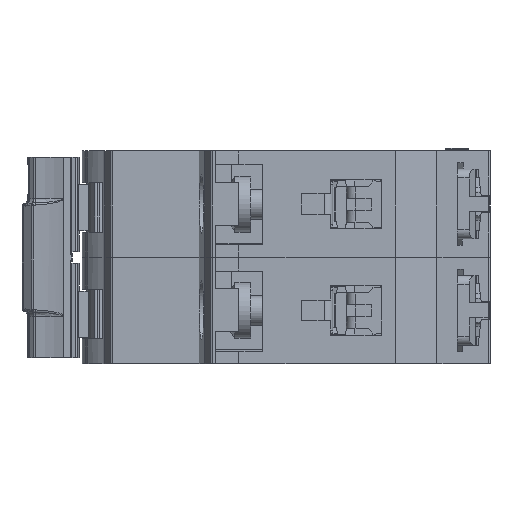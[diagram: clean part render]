
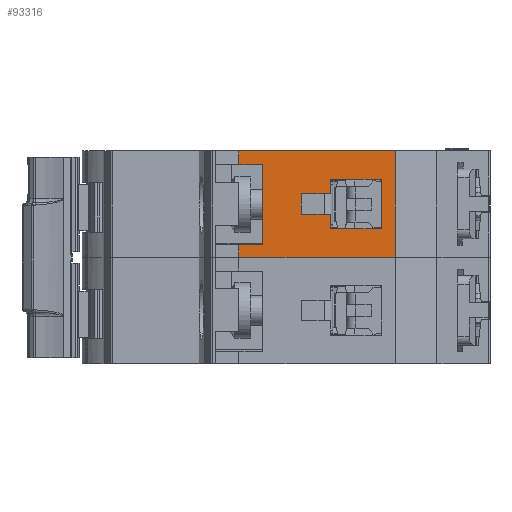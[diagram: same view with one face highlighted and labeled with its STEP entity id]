
A CAD part, front view. The second image highlights one B-rep face of the part: STEP entity #93316.
In plain terms, the highlighted planar face has unit normal (0, -1, 0).
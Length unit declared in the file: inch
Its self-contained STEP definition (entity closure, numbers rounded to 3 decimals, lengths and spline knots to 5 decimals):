
#260 = DIRECTION ( 'NONE',  ( 0., -1., 0. ) ) ;
#393 = VERTEX_POINT ( 'NONE', #76043 ) ;
#1755 = ORIENTED_EDGE ( 'NONE', *, *, #66034, .T. ) ;
#3314 = ORIENTED_EDGE ( 'NONE', *, *, #9805, .T. ) ;
#3435 = ORIENTED_EDGE ( 'NONE', *, *, #89709, .F. ) ;
#4187 = DIRECTION ( 'NONE',  ( 1., 0., 0. ) ) ;
#4422 = CARTESIAN_POINT ( 'NONE',  ( 1.31834, -1.59449, 1.05315 ) ) ;
#5474 = EDGE_CURVE ( 'NONE', #25227, #8904, #73609, .T. ) ;
#5561 = CARTESIAN_POINT ( 'NONE',  ( 0.27559, -1.59449, 1.40748 ) ) ;
#5957 = ORIENTED_EDGE ( 'NONE', *, *, #5474, .T. ) ;
#6514 = EDGE_LOOP ( 'NONE', ( #17390, #29387, #21733, #16462, #12397, #3435, #42995, #24754 ) ) ;
#6910 = DIRECTION ( 'NONE',  ( 0., 0., 1. ) ) ;
#7147 = LINE ( 'NONE', #30838, #8739 ) ;
#8052 = LINE ( 'NONE', #24600, #81916 ) ;
#8739 = VECTOR ( 'NONE', #40762, 39.37008 ) ;
#8904 = VERTEX_POINT ( 'NONE', #29346 ) ;
#9805 = EDGE_CURVE ( 'NONE', #20113, #92701, #90613, .T. ) ;
#9832 = DIRECTION ( 'NONE',  ( -1., 0., 0. ) ) ;
#10336 = VECTOR ( 'NONE', #93438, 39.37008 ) ;
#11449 = CARTESIAN_POINT ( 'NONE',  ( 0.69291, -1.59449, 1.12205 ) ) ;
#12397 = ORIENTED_EDGE ( 'NONE', *, *, #23211, .F. ) ;
#14145 = CARTESIAN_POINT ( 'NONE',  ( 1.3189, -1.59449, 1.31496 ) ) ;
#14926 = EDGE_CURVE ( 'NONE', #36665, #20113, #106215, .T. ) ;
#16093 = ORIENTED_EDGE ( 'NONE', *, *, #14926, .T. ) ;
#16462 = ORIENTED_EDGE ( 'NONE', *, *, #66795, .F. ) ;
#17037 = CARTESIAN_POINT ( 'NONE',  ( 0.69291, -1.59449, 0.98425 ) ) ;
#17194 = EDGE_CURVE ( 'NONE', #32203, #8904, #100059, .T. ) ;
#17390 = ORIENTED_EDGE ( 'NONE', *, *, #75420, .F. ) ;
#18675 = CARTESIAN_POINT ( 'NONE',  ( 0.88583, -1.59449, 1.2185 ) ) ;
#20113 = VERTEX_POINT ( 'NONE', #49183 ) ;
#20165 = DIRECTION ( 'NONE',  ( 1., 0., 0. ) ) ;
#20221 = CARTESIAN_POINT ( 'NONE',  ( 1.22441, -1.59449, 0.8878 ) ) ;
#20695 = CARTESIAN_POINT ( 'NONE',  ( 0., -1.59449, 1.40748 ) ) ;
#20945 = VECTOR ( 'NONE', #24596, 39.37008 ) ;
#21426 = DIRECTION ( 'NONE',  ( 1., 0., 0. ) ) ;
#21733 = ORIENTED_EDGE ( 'NONE', *, *, #95615, .F. ) ;
#23211 = EDGE_CURVE ( 'NONE', #30927, #41279, #49271, .T. ) ;
#24596 = DIRECTION ( 'NONE',  ( 1., 0., 0. ) ) ;
#24600 = CARTESIAN_POINT ( 'NONE',  ( 1.31834, -1.59449, 1.05315 ) ) ;
#24620 = CARTESIAN_POINT ( 'NONE',  ( 0.43307, -1.59449, 0.70866 ) ) ;
#24754 = ORIENTED_EDGE ( 'NONE', *, *, #26254, .F. ) ;
#25227 = VERTEX_POINT ( 'NONE', #42284 ) ;
#25678 = DIRECTION ( 'NONE',  ( 0., 0., -1. ) ) ;
#26254 = EDGE_CURVE ( 'NONE', #51067, #38417, #87907, .T. ) ;
#26682 = PLANE ( 'NONE',  #98454 ) ;
#27418 = VERTEX_POINT ( 'NONE', #91201 ) ;
#27609 = CARTESIAN_POINT ( 'NONE',  ( 0.88583, -1.59449, 1.12205 ) ) ;
#27867 = VECTOR ( 'NONE', #6910, 39.37008 ) ;
#28799 = CARTESIAN_POINT ( 'NONE',  ( 0.27559, -1.59449, 0.69882 ) ) ;
#28955 = VECTOR ( 'NONE', #33421, 39.37008 ) ;
#29346 = CARTESIAN_POINT ( 'NONE',  ( 0.43307, -1.59449, 1.31496 ) ) ;
#29387 = ORIENTED_EDGE ( 'NONE', *, *, #42442, .F. ) ;
#30010 = DIRECTION ( 'NONE',  ( 0., 0., 1. ) ) ;
#30838 = CARTESIAN_POINT ( 'NONE',  ( 0.27559, -1.59449, 1.05315 ) ) ;
#30927 = VERTEX_POINT ( 'NONE', #41097 ) ;
#31457 = EDGE_CURVE ( 'NONE', #38417, #27418, #69391, .T. ) ;
#31768 = ORIENTED_EDGE ( 'NONE', *, *, #57108, .F. ) ;
#32203 = VERTEX_POINT ( 'NONE', #53136 ) ;
#32806 = VECTOR ( 'NONE', #85810, 39.37008 ) ;
#33421 = DIRECTION ( 'NONE',  ( 0., 0., 1. ) ) ;
#34165 = VECTOR ( 'NONE', #25678, 39.37008 ) ;
#34404 = FACE_BOUND ( 'NONE', #6514, .T. ) ;
#34946 = CARTESIAN_POINT ( 'NONE',  ( 1.3189, -1.59449, 1.05315 ) ) ;
#35818 = DIRECTION ( 'NONE',  ( 0., 0., -1. ) ) ;
#36326 = VECTOR ( 'NONE', #37237, 39.37008 ) ;
#36665 = VERTEX_POINT ( 'NONE', #28799 ) ;
#37237 = DIRECTION ( 'NONE',  ( 0., 0., 1. ) ) ;
#38417 = VERTEX_POINT ( 'NONE', #47264 ) ;
#39889 = VECTOR ( 'NONE', #21426, 39.37008 ) ;
#40762 = DIRECTION ( 'NONE',  ( 0., 0., -1. ) ) ;
#41097 = CARTESIAN_POINT ( 'NONE',  ( 1.22441, -1.59449, 0.8878 ) ) ;
#41279 = VERTEX_POINT ( 'NONE', #99754 ) ;
#42284 = CARTESIAN_POINT ( 'NONE',  ( 0.27559, -1.59449, 1.31496 ) ) ;
#42401 = DIRECTION ( 'NONE',  ( -1., 0., 0. ) ) ;
#42442 = EDGE_CURVE ( 'NONE', #66600, #80176, #94075, .T. ) ;
#42995 = ORIENTED_EDGE ( 'NONE', *, *, #31457, .F. ) ;
#44082 = CARTESIAN_POINT ( 'NONE',  ( 0.88583, -1.59449, 0.8878 ) ) ;
#44180 = VECTOR ( 'NONE', #35818, 39.37008 ) ;
#45660 = VECTOR ( 'NONE', #94982, 39.37008 ) ;
#47264 = CARTESIAN_POINT ( 'NONE',  ( 0.88583, -1.59449, 0.98425 ) ) ;
#49183 = CARTESIAN_POINT ( 'NONE',  ( 1.31834, -1.59449, 0.69882 ) ) ;
#49271 = LINE ( 'NONE', #82315, #61025 ) ;
#49714 = ORIENTED_EDGE ( 'NONE', *, *, #52451, .F. ) ;
#51067 = VERTEX_POINT ( 'NONE', #17037 ) ;
#51663 = LINE ( 'NONE', #20221, #32806 ) ;
#52056 = VERTEX_POINT ( 'NONE', #72048 ) ;
#52451 = EDGE_CURVE ( 'NONE', #78916, #393, #53215, .T. ) ;
#53136 = CARTESIAN_POINT ( 'NONE',  ( 0.43307, -1.59449, 0.7815 ) ) ;
#53215 = LINE ( 'NONE', #20695, #67649 ) ;
#54456 = ORIENTED_EDGE ( 'NONE', *, *, #17194, .F. ) ;
#55772 = EDGE_CURVE ( 'NONE', #92701, #393, #8052, .T. ) ;
#57108 = EDGE_CURVE ( 'NONE', #36665, #93167, #62002, .T. ) ;
#57213 = ORIENTED_EDGE ( 'NONE', *, *, #55772, .T. ) ;
#59605 = VECTOR ( 'NONE', #42401, 39.37008 ) ;
#61025 = VECTOR ( 'NONE', #30010, 39.37008 ) ;
#61384 = LINE ( 'NONE', #67492, #45660 ) ;
#62002 = LINE ( 'NONE', #95072, #36326 ) ;
#66034 = EDGE_CURVE ( 'NONE', #32203, #93167, #67569, .T. ) ;
#66424 = LINE ( 'NONE', #67520, #34165 ) ;
#66600 = VERTEX_POINT ( 'NONE', #27609 ) ;
#66795 = EDGE_CURVE ( 'NONE', #41279, #52056, #76528, .T. ) ;
#67492 = CARTESIAN_POINT ( 'NONE',  ( 0.88583, -1.59449, 1.12205 ) ) ;
#67520 = CARTESIAN_POINT ( 'NONE',  ( 0.69291, -1.59449, 1.12205 ) ) ;
#67569 = LINE ( 'NONE', #100089, #10336 ) ;
#67649 = VECTOR ( 'NONE', #20165, 39.37008 ) ;
#68985 = ORIENTED_EDGE ( 'NONE', *, *, #83686, .T. ) ;
#69391 = LINE ( 'NONE', #44082, #44180 ) ;
#70307 = CARTESIAN_POINT ( 'NONE',  ( 0.88583, -1.59449, 0.98425 ) ) ;
#72048 = CARTESIAN_POINT ( 'NONE',  ( 0.88583, -1.59449, 1.2185 ) ) ;
#73609 = LINE ( 'NONE', #14145, #20945 ) ;
#75420 = EDGE_CURVE ( 'NONE', #80176, #51067, #66424, .T. ) ;
#76043 = CARTESIAN_POINT ( 'NONE',  ( 1.31834, -1.59449, 1.40748 ) ) ;
#76528 = LINE ( 'NONE', #18675, #59605 ) ;
#78916 = VERTEX_POINT ( 'NONE', #5561 ) ;
#80176 = VERTEX_POINT ( 'NONE', #83333 ) ;
#80577 = VECTOR ( 'NONE', #4187, 39.37008 ) ;
#81814 = CARTESIAN_POINT ( 'NONE',  ( 1.31834, -1.59449, -3.49035 ) ) ;
#81916 = VECTOR ( 'NONE', #99490, 39.37008 ) ;
#82315 = CARTESIAN_POINT ( 'NONE',  ( 1.22441, -1.59449, 1.2185 ) ) ;
#83333 = CARTESIAN_POINT ( 'NONE',  ( 0.69291, -1.59449, 1.12205 ) ) ;
#83686 = EDGE_CURVE ( 'NONE', #78916, #25227, #7147, .T. ) ;
#85066 = FACE_OUTER_BOUND ( 'NONE', #96752, .T. ) ;
#85810 = DIRECTION ( 'NONE',  ( 1., 0., 0. ) ) ;
#87003 = VECTOR ( 'NONE', #9832, 39.37008 ) ;
#87907 = LINE ( 'NONE', #70307, #80577 ) ;
#89709 = EDGE_CURVE ( 'NONE', #27418, #30927, #51663, .T. ) ;
#90613 = LINE ( 'NONE', #81814, #27867 ) ;
#91157 = CARTESIAN_POINT ( 'NONE',  ( 0.27559, -1.59449, 0.7815 ) ) ;
#91201 = CARTESIAN_POINT ( 'NONE',  ( 0.88583, -1.59449, 0.8878 ) ) ;
#92701 = VERTEX_POINT ( 'NONE', #4422 ) ;
#93167 = VERTEX_POINT ( 'NONE', #91157 ) ;
#93316 = ADVANCED_FACE ( 'NONE', ( #85066, #34404 ), #26682, .T. ) ;
#93438 = DIRECTION ( 'NONE',  ( -1., 0., 0. ) ) ;
#93850 = DIRECTION ( 'NONE',  ( 0., 0., -1. ) ) ;
#94075 = LINE ( 'NONE', #11449, #87003 ) ;
#94982 = DIRECTION ( 'NONE',  ( 0., 0., -1. ) ) ;
#95072 = CARTESIAN_POINT ( 'NONE',  ( 0.27559, -1.59449, -3.49035 ) ) ;
#95615 = EDGE_CURVE ( 'NONE', #52056, #66600, #61384, .T. ) ;
#96752 = EDGE_LOOP ( 'NONE', ( #5957, #54456, #1755, #31768, #16093, #3314, #57213, #49714, #68985 ) ) ;
#98454 = AXIS2_PLACEMENT_3D ( 'NONE', #34946, #260, #93850 ) ;
#99490 = DIRECTION ( 'NONE',  ( 0., 0., 1. ) ) ;
#99754 = CARTESIAN_POINT ( 'NONE',  ( 1.22441, -1.59449, 1.2185 ) ) ;
#100059 = LINE ( 'NONE', #24620, #28955 ) ;
#100089 = CARTESIAN_POINT ( 'NONE',  ( 0., -1.59449, 0.7815 ) ) ;
#106215 = LINE ( 'NONE', #106753, #39889 ) ;
#106753 = CARTESIAN_POINT ( 'NONE',  ( 0.27559, -1.59449, 0.69882 ) ) ;
